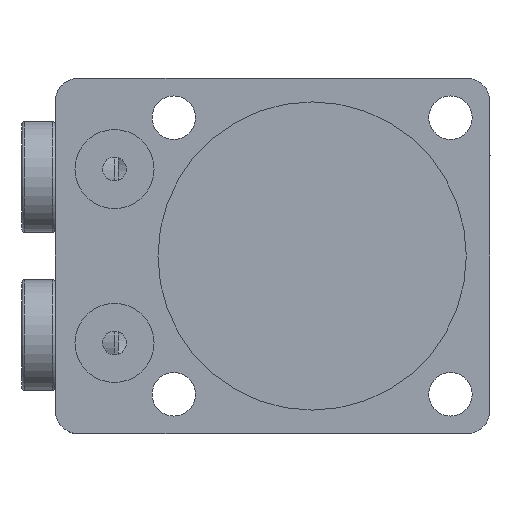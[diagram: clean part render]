
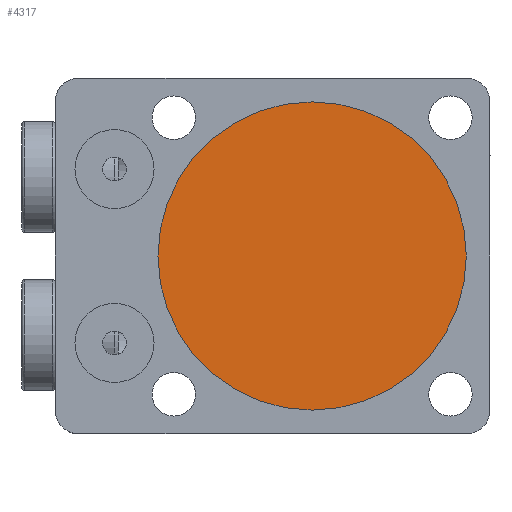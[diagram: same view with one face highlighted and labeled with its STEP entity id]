
A CAD part, front view. The second image highlights one B-rep face of the part: STEP entity #4317.
In plain terms, the highlighted planar face has unit normal (0, -1, 0).
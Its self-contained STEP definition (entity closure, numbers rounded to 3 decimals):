
#449 = ORIENTED_EDGE ( 'NONE', *, *, #9389, .F. ) ;
#575 = VERTEX_POINT ( 'NONE', #5142 ) ;
#619 = DIRECTION ( 'NONE',  ( 0., 1., 0. ) ) ;
#784 = CARTESIAN_POINT ( 'NONE',  ( 0., 0., -19.5 ) ) ;
#1031 = FACE_OUTER_BOUND ( 'NONE', #5595, .T. ) ;
#1334 = PLANE ( 'NONE',  #9855 ) ;
#1545 = AXIS2_PLACEMENT_3D ( 'NONE', #8267, #3666, #9014 ) ;
#2378 = CIRCLE ( 'NONE', #1545, 19.5 ) ;
#3220 = ORIENTED_EDGE ( 'NONE', *, *, #3349, .F. ) ;
#3349 = EDGE_CURVE ( 'NONE', #9550, #575, #6902, .T. ) ;
#3666 = DIRECTION ( 'NONE',  ( 0., 1., 0. ) ) ;
#4198 = CARTESIAN_POINT ( 'NONE',  ( 0., 0., 0. ) ) ;
#4317 = ADVANCED_FACE ( 'NONE', ( #1031 ), #1334, .F. ) ;
#4973 = DIRECTION ( 'NONE',  ( 0., 0., 1. ) ) ;
#5135 = AXIS2_PLACEMENT_3D ( 'NONE', #4198, #9570, #4973 ) ;
#5142 = CARTESIAN_POINT ( 'NONE',  ( 0., 0., 19.5 ) ) ;
#5595 = EDGE_LOOP ( 'NONE', ( #3220, #449 ) ) ;
#5969 = DIRECTION ( 'NONE',  ( 0., 0., 1. ) ) ;
#6902 = CIRCLE ( 'NONE', #5135, 19.5 ) ;
#8267 = CARTESIAN_POINT ( 'NONE',  ( 0., 0., 0. ) ) ;
#9014 = DIRECTION ( 'NONE',  ( 0., 0., 1. ) ) ;
#9389 = EDGE_CURVE ( 'NONE', #575, #9550, #2378, .T. ) ;
#9550 = VERTEX_POINT ( 'NONE', #784 ) ;
#9570 = DIRECTION ( 'NONE',  ( 0., 1., 0. ) ) ;
#9782 = CARTESIAN_POINT ( 'NONE',  ( 0., 0., 0. ) ) ;
#9855 = AXIS2_PLACEMENT_3D ( 'NONE', #9782, #619, #5969 ) ;
